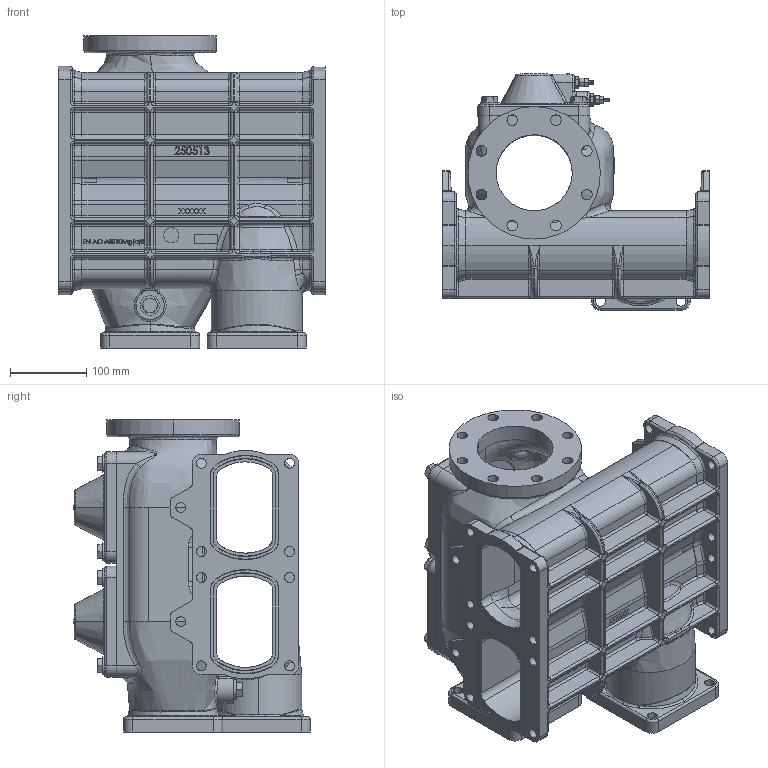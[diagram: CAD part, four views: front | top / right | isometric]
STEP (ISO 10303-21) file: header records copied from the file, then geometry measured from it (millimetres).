
FILE_DESCRIPTION (( 'STEP AP214' ), '1' );
FILE_NAME ('VZK2AB100N.STEP', '2012-07-25T11:22:56', ( 'Admin2' ), ( '' ), 'SwSTEP 2.0', 'SolidWorks 2010', '' );
FILE_SCHEMA (( 'AUTOMOTIVE_DESIGN' ));
Length unit declared in the file: millimetre
Products named in the file (1): VZK2AB100N
Bounding box: 350 x 310.5 x 410 mm (x, y, z)
Surface area: 1100569.1 mm2 (no closed solid volume)
Topology: 0 solids, 74 shells, 2110 faces, 7232 edges, 4930 vertices
Faces by surface type: plane 692, cylinder 640, bspline 359, torus 210, cone 134, sphere 75
Entity records: 193330 total; most frequent: CARTESIAN_POINT 112383, ORIENTED_EDGE 11505, DIRECTION 10940, EDGE_CURVE 7173, VERTEX_POINT 4928, AXIS2_PLACEMENT_3D 3792, VECTOR 3356, LINE 3356
